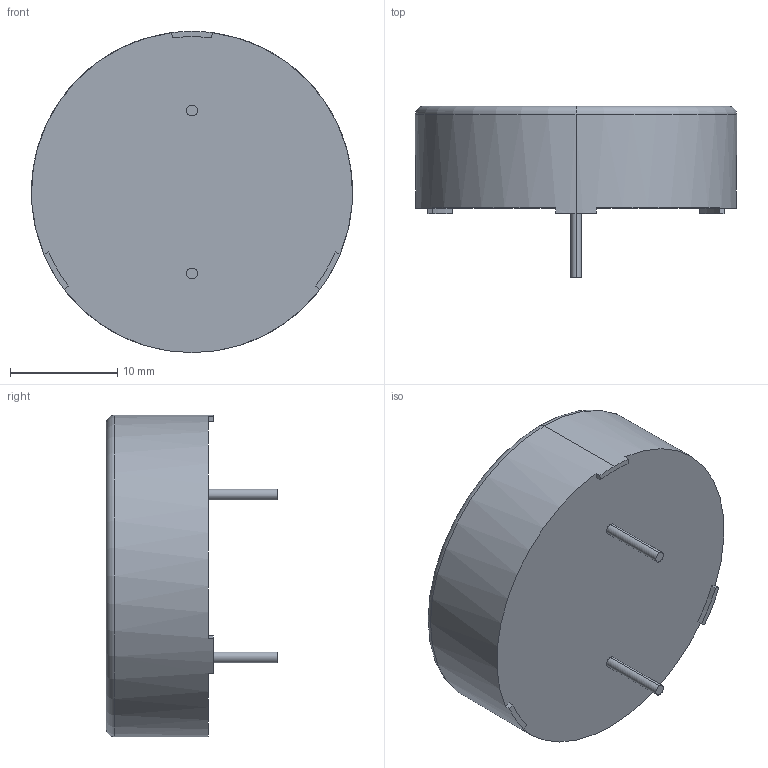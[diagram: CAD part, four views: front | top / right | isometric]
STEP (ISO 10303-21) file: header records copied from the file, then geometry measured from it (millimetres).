
FILE_DESCRIPTION (( 'STEP AP214' ), '1' );
FILE_NAME ('CUI_DEVICES_CEP-1116.step', '2019-10-20T21:32:56', ( '' ), ( '' ), 'SwSTEP 2.0', 'SolidWorks 2019', '' );
FILE_SCHEMA (( 'AUTOMOTIVE_DESIGN' ));
Length unit declared in the file: inch
Products named in the file (1): CUI_DEVICES_CEP-1116
Bounding box: 30 x 16 x 30 mm (x, y, z)
Volume: 6660.4 mm3; surface area: 2378.2 mm2
Topology: 1 solids, 1 shells, 28 faces, 67 edges, 44 vertices
Faces by surface type: plane 14, cylinder 12, torus 2
Entity records: 1233 total; most frequent: DIRECTION 159, CARTESIAN_POINT 140, ORIENTED_EDGE 134, EDGE_CURVE 67, AXIS2_PLACEMENT_3D 63, VERTEX_POINT 44, CIRCLE 34, LINE 33
